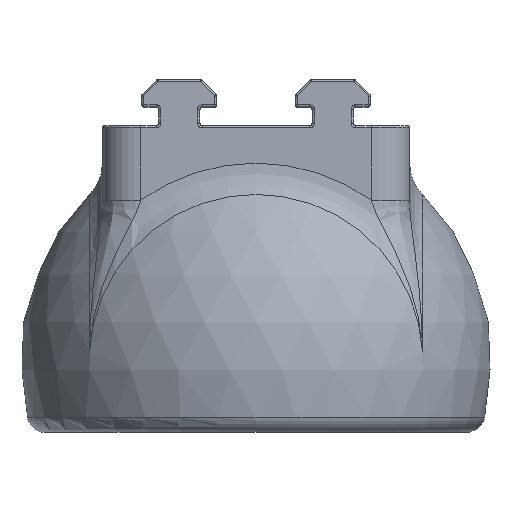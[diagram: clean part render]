
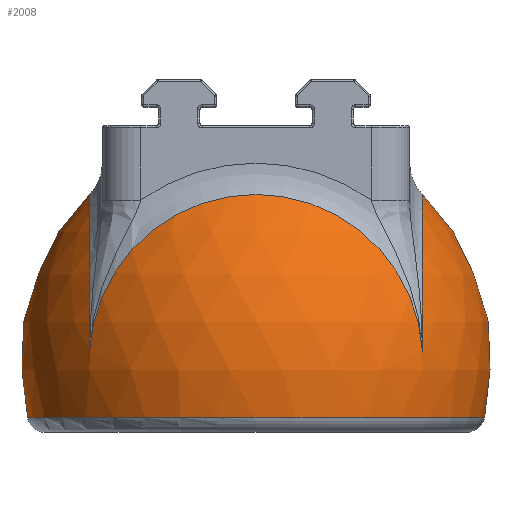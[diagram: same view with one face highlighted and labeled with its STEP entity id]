
A CAD part, front view. The second image highlights one B-rep face of the part: STEP entity #2008.
In plain terms, the highlighted spherical face has radius 30.7 mm.
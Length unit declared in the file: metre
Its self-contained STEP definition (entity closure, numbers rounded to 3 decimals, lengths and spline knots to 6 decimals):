
#416=ORIENTED_EDGE('',*,*,#1036,.T.);
#417=ORIENTED_EDGE('',*,*,#1037,.T.);
#418=ORIENTED_EDGE('',*,*,#1038,.T.);
#419=ORIENTED_EDGE('',*,*,#1039,.T.);
#420=ORIENTED_EDGE('',*,*,#1040,.T.);
#1036=EDGE_CURVE('',#1346,#1346,#1514,.T.);
#1037=EDGE_CURVE('',#1347,#1348,#1515,.F.);
#1038=EDGE_CURVE('',#1348,#1349,#1516,.F.);
#1039=EDGE_CURVE('',#1349,#1350,#1517,.F.);
#1040=EDGE_CURVE('',#1350,#1347,#1518,.F.);
#1346=VERTEX_POINT('',#3240);
#1347=VERTEX_POINT('',#3242);
#1348=VERTEX_POINT('',#3243);
#1349=VERTEX_POINT('',#3245);
#1350=VERTEX_POINT('',#3247);
#1514=CIRCLE('',#2170,0.029798);
#1515=CIRCLE('',#2171,0.021728);
#1516=CIRCLE('',#2172,0.021728);
#1517=CIRCLE('',#2173,0.021728);
#1518=CIRCLE('',#2174,0.021728);
#1680=EDGE_LOOP('',(#416));
#1681=EDGE_LOOP('',(#417,#418,#419,#420));
#1830=FACE_BOUND('',#1680,.T.);
#1831=FACE_BOUND('',#1681,.T.);
#1982=SPHERICAL_SURFACE('',#2169,0.0307);
#2008=ADVANCED_FACE('',(#1830,#1831),#1982,.T.);
#2169=AXIS2_PLACEMENT_3D('',#3238,#2481,#2482);
#2170=AXIS2_PLACEMENT_3D('',#3239,#2483,#2484);
#2171=AXIS2_PLACEMENT_3D('',#3241,#2485,#2486);
#2172=AXIS2_PLACEMENT_3D('',#3244,#2487,#2488);
#2173=AXIS2_PLACEMENT_3D('',#3246,#2489,#2490);
#2174=AXIS2_PLACEMENT_3D('',#3248,#2491,#2492);
#2481=DIRECTION('',(0.,0.,-1.));
#2482=DIRECTION('',(-1.,0.,0.));
#2483=DIRECTION('',(0.,0.,1.));
#2484=DIRECTION('',(0.,-1.,0.));
#2485=DIRECTION('',(1.,0.,0.));
#2486=DIRECTION('',(0.,1.,0.));
#2487=DIRECTION('',(0.,-1.,0.));
#2488=DIRECTION('',(0.,0.,-1.));
#2489=DIRECTION('',(-1.,0.,0.));
#2490=DIRECTION('',(0.,-1.,0.));
#2491=DIRECTION('',(0.,1.,0.));
#2492=DIRECTION('',(0.,0.,1.));
#3238=CARTESIAN_POINT('',(0.145,-0.155,-0.031));
#3239=CARTESIAN_POINT('',(0.145,-0.155,-0.038387));
#3240=CARTESIAN_POINT('',(0.145,-0.184798,-0.038387));
#3241=CARTESIAN_POINT('',(0.123312,-0.155,-0.031));
#3242=CARTESIAN_POINT('',(0.123312,-0.176688,-0.029674));
#3243=CARTESIAN_POINT('',(0.123312,-0.133312,-0.029674));
#3244=CARTESIAN_POINT('',(0.145,-0.133312,-0.031));
#3245=CARTESIAN_POINT('',(0.166688,-0.133312,-0.029674));
#3246=CARTESIAN_POINT('',(0.166688,-0.155,-0.031));
#3247=CARTESIAN_POINT('',(0.166688,-0.176688,-0.029674));
#3248=CARTESIAN_POINT('',(0.145,-0.176688,-0.031));
